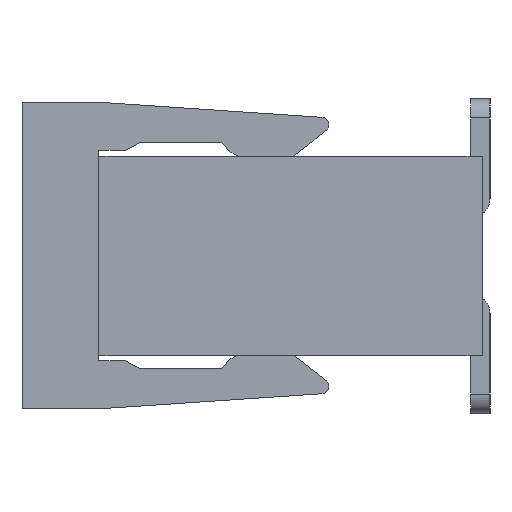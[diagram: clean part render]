
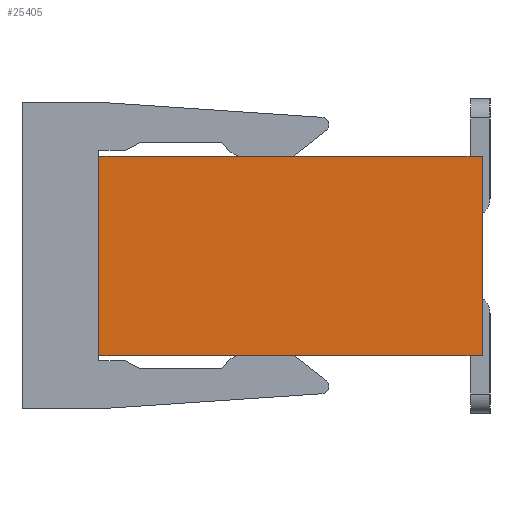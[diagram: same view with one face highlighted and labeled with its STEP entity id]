
A CAD part, left-side view. The second image highlights one B-rep face of the part: STEP entity #25405.
In plain terms, the highlighted planar face has unit normal (-1, 0, 0).
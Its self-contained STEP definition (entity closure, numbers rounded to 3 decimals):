
#1013=CARTESIAN_POINT('',(25.4,5.,0.));
#1014=VERTEX_POINT('',#1013);
#1057=CARTESIAN_POINT('',(25.4,5.,-2.6));
#1058=VERTEX_POINT('',#1057);
#1068=CARTESIAN_POINT('',(25.4,5.,0.));
#1069=CARTESIAN_POINT('',(25.4,5.,-0.52));
#1070=CARTESIAN_POINT('',(25.4,5.,-1.04));
#1071=CARTESIAN_POINT('',(25.4,5.,-1.56));
#1072=CARTESIAN_POINT('',(25.4,5.,-2.08));
#1073=CARTESIAN_POINT('',(25.4,5.,-2.6));
#1074=B_SPLINE_CURVE_WITH_KNOTS('',5,(#1068,#1069,#1070,#1071,#1072,#1073),.UNSPECIFIED.,.F.,.U.,(6,6),(0.,2.6),.UNSPECIFIED.);
#1075=EDGE_CURVE('',#1014,#1058,#1074,.T.);
#25353=CARTESIAN_POINT('',(25.4,2.5,-1.3));
#25354=DIRECTION('',(0.,0.,1.));
#25355=DIRECTION('',(-1.,0.,0.));
#25356=AXIS2_PLACEMENT_3D('',#25353,#25355,#25354);
#25357=PLANE('',#25356);
#25358=CARTESIAN_POINT('',(25.4,0.,-2.6));
#25359=VERTEX_POINT('',#25358);
#25360=CARTESIAN_POINT('',(25.4,0.4,-2.6));
#25361=VERTEX_POINT('',#25360);
#25362=CARTESIAN_POINT('',(25.4,0.,-2.6));
#25363=DIRECTION('',(0.,1.,0.));
#25364=VECTOR('',#25363,0.4);
#25365=LINE('',#25362,#25364);
#25366=EDGE_CURVE('',#25359,#25361,#25365,.T.);
#25367=ORIENTED_EDGE('',*,*,#25366,.F.);
#25368=CARTESIAN_POINT('',(25.4,0.,0.));
#25369=VERTEX_POINT('',#25368);
#25370=CARTESIAN_POINT('',(25.4,0.,0.));
#25371=DIRECTION('',(0.,0.,-1.));
#25372=VECTOR('',#25371,2.6);
#25373=LINE('',#25370,#25372);
#25374=EDGE_CURVE('',#25369,#25359,#25373,.T.);
#25375=ORIENTED_EDGE('',*,*,#25374,.F.);
#25376=CARTESIAN_POINT('',(25.4,0.4,0.));
#25377=VERTEX_POINT('',#25376);
#25378=CARTESIAN_POINT('',(25.4,0.,0.));
#25379=DIRECTION('',(0.,1.,0.));
#25380=VECTOR('',#25379,0.4);
#25381=LINE('',#25378,#25380);
#25382=EDGE_CURVE('',#25369,#25377,#25381,.T.);
#25383=ORIENTED_EDGE('',*,*,#25382,.T.);
#25384=CARTESIAN_POINT('',(25.4,5.,0.));
#25385=CARTESIAN_POINT('',(25.4,4.08,0.));
#25386=CARTESIAN_POINT('',(25.4,3.16,0.));
#25387=CARTESIAN_POINT('',(25.4,2.24,0.));
#25388=CARTESIAN_POINT('',(25.4,1.32,0.));
#25389=CARTESIAN_POINT('',(25.4,0.4,0.));
#25390=B_SPLINE_CURVE_WITH_KNOTS('',5,(#25384,#25385,#25386,#25387,#25388,#25389),.UNSPECIFIED.,.F.,.U.,(6,6),(0.,4.6),.UNSPECIFIED.);
#25391=EDGE_CURVE('',#1014,#25377,#25390,.T.);
#25392=ORIENTED_EDGE('',*,*,#25391,.F.);
#25393=ORIENTED_EDGE('',*,*,#1075,.T.);
#25394=CARTESIAN_POINT('',(25.4,0.4,-2.6));
#25395=CARTESIAN_POINT('',(25.4,1.32,-2.6));
#25396=CARTESIAN_POINT('',(25.4,2.24,-2.6));
#25397=CARTESIAN_POINT('',(25.4,3.16,-2.6));
#25398=CARTESIAN_POINT('',(25.4,4.08,-2.6));
#25399=CARTESIAN_POINT('',(25.4,5.,-2.6));
#25400=B_SPLINE_CURVE_WITH_KNOTS('',5,(#25394,#25395,#25396,#25397,#25398,#25399),.UNSPECIFIED.,.F.,.U.,(6,6),(0.,4.6),.UNSPECIFIED.);
#25401=EDGE_CURVE('',#25361,#1058,#25400,.T.);
#25402=ORIENTED_EDGE('',*,*,#25401,.F.);
#25403=EDGE_LOOP('',(#25367,#25375,#25383,#25392,#25393,#25402));
#25404=FACE_OUTER_BOUND('',#25403,.T.);
#25405=ADVANCED_FACE('',(#25404),#25357,.T.);
